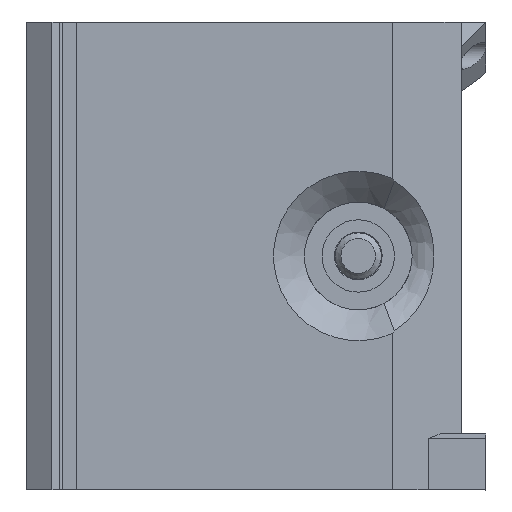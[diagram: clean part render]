
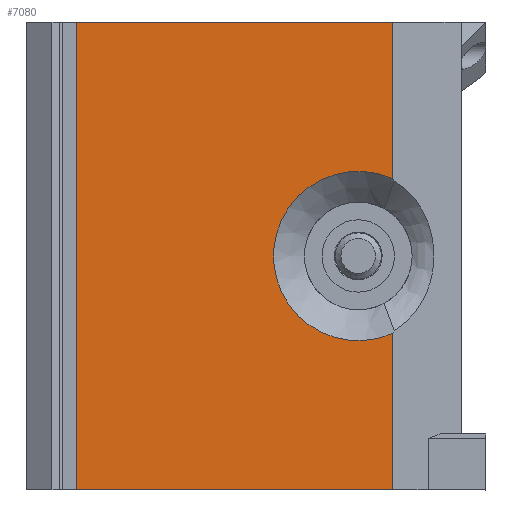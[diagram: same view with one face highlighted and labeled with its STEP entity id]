
A CAD part, left-side view. The second image highlights one B-rep face of the part: STEP entity #7080.
In plain terms, the highlighted face is planar.
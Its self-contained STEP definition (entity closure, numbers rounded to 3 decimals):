
#131=PLANE('',#7771);
#680=LINE('',#13986,#1229);
#681=LINE('',#13988,#1230);
#682=LINE('',#13990,#1231);
#683=LINE('',#13992,#1232);
#684=LINE('',#13993,#1233);
#1229=VECTOR('',#9186,10.);
#1230=VECTOR('',#9187,10.);
#1231=VECTOR('',#9188,10.);
#1232=VECTOR('',#9189,10.);
#1233=VECTOR('',#9190,10.);
#2006=FACE_OUTER_BOUND('',#2408,.T.);
#2408=EDGE_LOOP('',(#6085,#6086,#6087,#6088,#6089,#6090));
#2748=CIRCLE('',#7770,5.5);
#3311=VERTEX_POINT('',#13886);
#3312=VERTEX_POINT('',#13890);
#3314=VERTEX_POINT('',#13985);
#3315=VERTEX_POINT('',#13987);
#3316=VERTEX_POINT('',#13989);
#3317=VERTEX_POINT('',#13991);
#4265=EDGE_CURVE('',#3311,#3312,#2748,.T.);
#4270=EDGE_CURVE('',#3311,#3314,#680,.F.);
#4271=EDGE_CURVE('',#3315,#3314,#681,.T.);
#4272=EDGE_CURVE('',#3316,#3315,#682,.T.);
#4273=EDGE_CURVE('',#3317,#3316,#683,.T.);
#4274=EDGE_CURVE('',#3317,#3312,#684,.F.);
#6085=ORIENTED_EDGE('',*,*,#4265,.F.);
#6086=ORIENTED_EDGE('',*,*,#4270,.T.);
#6087=ORIENTED_EDGE('',*,*,#4271,.F.);
#6088=ORIENTED_EDGE('',*,*,#4272,.F.);
#6089=ORIENTED_EDGE('',*,*,#4273,.F.);
#6090=ORIENTED_EDGE('',*,*,#4274,.T.);
#7080=ADVANCED_FACE('',(#2006),#131,.T.);
#7770=AXIS2_PLACEMENT_3D('',#13891,#9182,#9183);
#7771=AXIS2_PLACEMENT_3D('',#13984,#9184,#9185);
#9182=DIRECTION('center_axis',(0.,0.,
-1.));
#9183=DIRECTION('ref_axis',(0.,1.,0.));
#9184=DIRECTION('center_axis',(0.,0.,
-1.));
#9185=DIRECTION('ref_axis',(0.,-1.,0.));
#9186=DIRECTION('',(1.,0.,0.));
#9187=DIRECTION('',(0.,-1.,0.));
#9188=DIRECTION('',(-1.,0.,0.));
#9189=DIRECTION('',(0.,1.,0.));
#9190=DIRECTION('',(1.,0.,0.));
#13886=CARTESIAN_POINT('',(-19.779,8.974,-13.75));
#13890=CARTESIAN_POINT('',(-9.715,8.974,-13.75));
#13891=CARTESIAN_POINT('Origin',(-14.747,11.194,-13.75));
#13984=CARTESIAN_POINT('Origin',(0.45,29.51,-13.75));
#13985=CARTESIAN_POINT('',(-29.944,8.974,-13.75));
#13986=CARTESIAN_POINT('',(0.45,8.974,-13.75));
#13987=CARTESIAN_POINT('',(-29.944,29.51,-13.75));
#13988=CARTESIAN_POINT('',(-29.944,27.572,-13.75));
#13989=CARTESIAN_POINT('',(0.45,29.51,-13.75));
#13990=CARTESIAN_POINT('',(0.45,29.51,-13.75));
#13991=CARTESIAN_POINT('',(0.45,8.974,-13.75));
#13992=CARTESIAN_POINT('',(0.45,27.572,-13.75));
#13993=CARTESIAN_POINT('',(0.45,8.974,-13.75));
